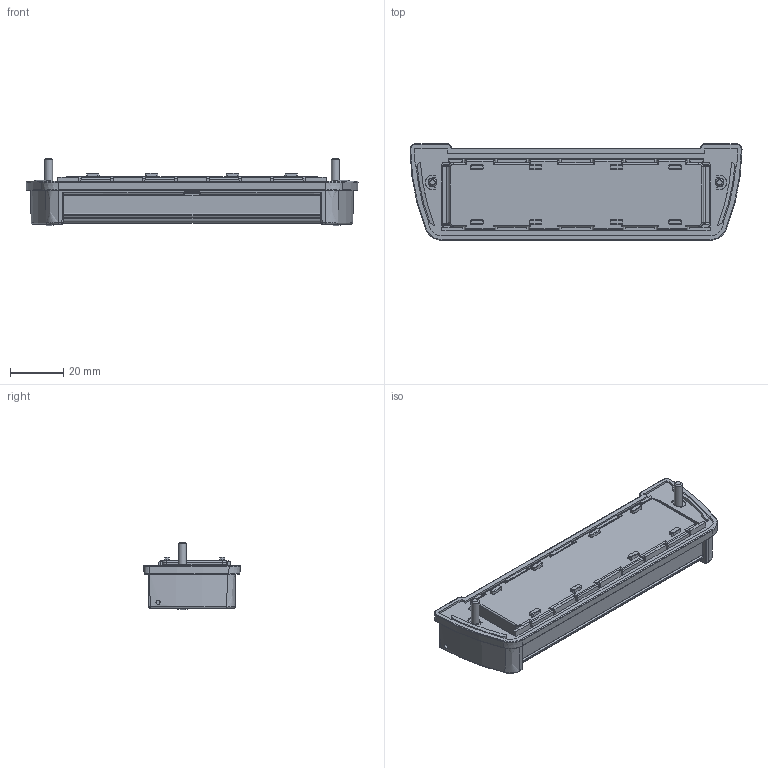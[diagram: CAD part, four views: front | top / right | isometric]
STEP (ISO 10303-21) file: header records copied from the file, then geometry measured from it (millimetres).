
FILE_DESCRIPTION((''),'2;1');
FILE_NAME('94431200_ASM 1230 SAL 1-9006.stp','2009-07-17T07:52:48',('kotzmaier'),(''),'Autodesk Inventor 2009','Autodesk Inventor 2009','');
FILE_SCHEMA(('AUTOMOTIVE_DESIGN { 1 0 10303 214 1 1 1 1 }'));
Length unit declared in the file: millimetre
Products named in the file (7): 94431200_ASM 1230 SAL 1-9006; 1009741_3D; 1009705_3D; 1009729_3D; AS 1230 DI_1009695_3D; Schraubabdeckungen_1009250_3D; Schraube für ASD SHR Z KT30X22 ESG OG_3DSYM
Assembly tree (8 placements, depth 2):
  94431200_ASM 1230 SAL 1-9006
    1009741_3D
    1009705_3D
    1009729_3D
    AS 1230 DI_1009695_3D
    Schraubabdeckungen_1009250_3D  x2
    Schraube für ASD SHR Z KT30X22 ESG OG_3DSYM  x2
Bounding box: 124.4 x 36.2 x 25.3 mm (x, y, z)
Volume: 26931 mm3; surface area: 31289.1 mm2
Topology: 8 solids, 8 shells, 1142 faces, 2936 edges, 1801 vertices
Faces by surface type: plane 438, cylinder 298, bspline 192, cone 154, torus 50, sphere 10
Full cylindrical faces by diameter (mm): 1.5 x1, 1.6 x2, 3 x2, 5.3 x2
Entity records: 41538 total; most frequent: CARTESIAN_POINT 15279, DIRECTION 5492, ORIENTED_EDGE 5464, EDGE_CURVE 2732, AXIS2_PLACEMENT_3D 2069, VERTEX_POINT 1704, VECTOR 1354, LINE 1354
